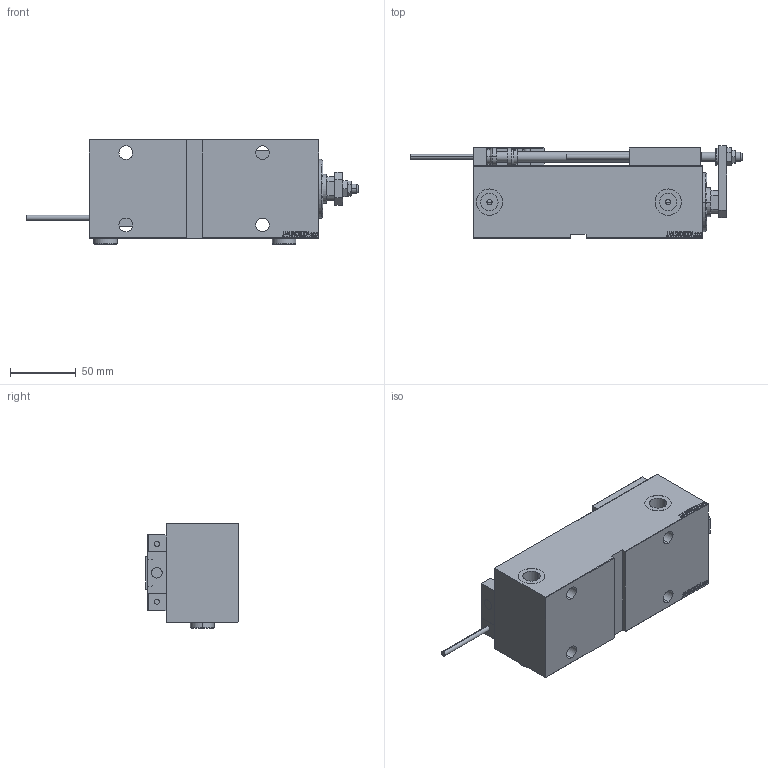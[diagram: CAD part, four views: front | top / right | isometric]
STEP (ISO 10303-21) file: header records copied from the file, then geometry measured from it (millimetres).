
FILE_DESCRIPTION (( 'STEP AP203' ), '1' );
FILE_NAME ('50b4.STEP', '2024-05-20T09:43:38', ( '' ), ( '' ), 'SwSTEP 2.0', 'SolidWorks 2019', '' );
FILE_SCHEMA (( 'CONFIG_CONTROL_DESIGN' ));
Length unit declared in the file: millimetre
Products named in the file (17): KONCOVKA d8ad7bc0e1c8eb1630573ae8394aedbd; V450CM_E_VCP d8ad7bc0e1c8eb1630573ae8394aedbd; SWITCH X d8ad7bc0e1c8eb1630573ae8394aedbd; V450CM_E_Body d8ad7bc0e1c8eb1630573ae8394aedbd; TYC_L79 d8ad7bc0e1c8eb1630573ae8394aedbd; SWITCH DIM B,W d8ad7bc0e1c8eb1630573ae8394aedbd; NUT_D10 d8ad7bc0e1c8eb1630573ae8394aedbd; ALLEN BOLT D5 d8ad7bc0e1c8eb1630573ae8394aedbd; MAGNET d8ad7bc0e1c8eb1630573ae8394aedbd; ZARAZKA d8ad7bc0e1c8eb1630573ae8394aedbd; V450CM_VC_B d8ad7bc0e1c8eb1630573ae8394aedbd; ALLEN BOLT D8 d8ad7bc0e1c8eb1630573ae8394aedbd; Block d8ad7bc0e1c8eb1630573ae8394aedbd; NUT_D12 d8ad7bc0e1c8eb1630573ae8394aedbd; 50b4; SWITCH_X_FRONT_BACK d8ad7bc0e1c8eb1630573ae8394aedbd; Zatka_OIL_PORT d8ad7bc0e1c8eb1630573ae8394aedbd
Assembly tree (27 placements, depth 3):
  50b4
    V450CM_E_Body d8ad7bc0e1c8eb1630573ae8394aedbd
    V450CM_E_VCP d8ad7bc0e1c8eb1630573ae8394aedbd
    V450CM_VC_B d8ad7bc0e1c8eb1630573ae8394aedbd
    SWITCH X d8ad7bc0e1c8eb1630573ae8394aedbd
      SWITCH_X_FRONT_BACK d8ad7bc0e1c8eb1630573ae8394aedbd  x2
      TYC_L79 d8ad7bc0e1c8eb1630573ae8394aedbd
      Block d8ad7bc0e1c8eb1630573ae8394aedbd  x2
      ALLEN BOLT D5 d8ad7bc0e1c8eb1630573ae8394aedbd  x4
      ALLEN BOLT D8 d8ad7bc0e1c8eb1630573ae8394aedbd  x4
      MAGNET d8ad7bc0e1c8eb1630573ae8394aedbd  x2
      KONCOVKA d8ad7bc0e1c8eb1630573ae8394aedbd  x2
    SWITCH DIM B,W d8ad7bc0e1c8eb1630573ae8394aedbd
    ZARAZKA d8ad7bc0e1c8eb1630573ae8394aedbd
    NUT_D10 d8ad7bc0e1c8eb1630573ae8394aedbd
    NUT_D12 d8ad7bc0e1c8eb1630573ae8394aedbd
    Zatka_OIL_PORT d8ad7bc0e1c8eb1630573ae8394aedbd  x2
Bounding box: 252.7 x 70.5 x 79.9 mm (x, y, z)
Volume: 697426.2 mm3; surface area: 131217.2 mm2
Topology: 26 solids, 26 shells, 1346 faces, 3212 edges, 2050 vertices
Faces by surface type: plane 605, bspline 380, cylinder 196, cone 117, torus 44, sphere 4
Entity records: 51208 total; most frequent: CARTESIAN_POINT 25681, ORIENTED_EDGE 5364, DIRECTION 3667, EDGE_CURVE 2682, VERTEX_POINT 1750, VECTOR 1555, LINE 1555, EDGE_LOOP 1242
